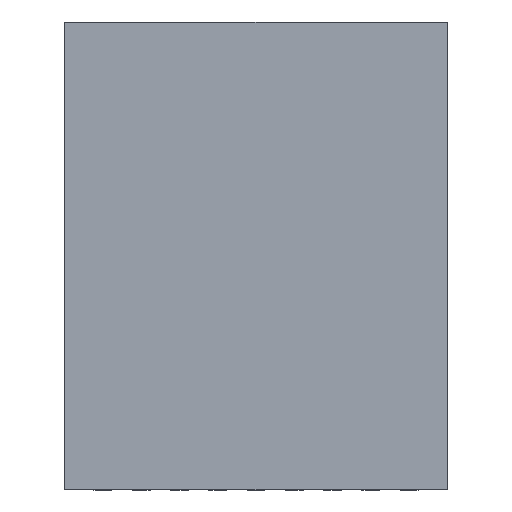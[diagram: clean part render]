
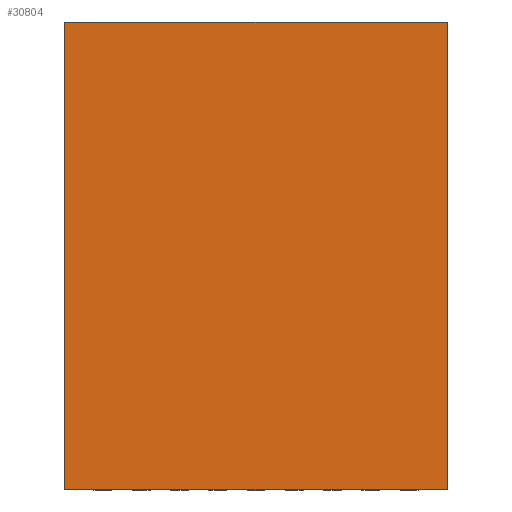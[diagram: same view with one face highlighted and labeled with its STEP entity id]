
A CAD part, top view. The second image highlights one B-rep face of the part: STEP entity #30804.
In plain terms, the highlighted face is planar.
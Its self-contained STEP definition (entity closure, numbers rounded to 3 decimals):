
#24171=DIRECTION('',(1.,0.,0.));
#24172=VECTOR('',#24171,9.);
#24173=CARTESIAN_POINT('',(-4.5,2.875,5.5));
#24174=LINE('',#24173,#24172);
#24178=DIRECTION('',(0.,0.,1.));
#24179=VECTOR('',#24178,11.);
#24180=CARTESIAN_POINT('',(-4.5,2.875,-5.5));
#24181=LINE('',#24180,#24179);
#24185=DIRECTION('',(-1.,0.,0.));
#24186=VECTOR('',#24185,9.);
#24187=CARTESIAN_POINT('',(4.5,2.875,-5.5));
#24188=LINE('',#24187,#24186);
#24192=DIRECTION('',(0.,0.,-1.));
#24193=VECTOR('',#24192,11.);
#24194=CARTESIAN_POINT('',(4.5,2.875,5.5));
#24195=LINE('',#24194,#24193);
#26684=CARTESIAN_POINT('',(-4.5,2.875,5.5));
#26685=CARTESIAN_POINT('',(4.5,2.875,5.5));
#26686=VERTEX_POINT('',#26684);
#26687=VERTEX_POINT('',#26685);
#26688=CARTESIAN_POINT('',(4.5,2.875,-5.5));
#26689=VERTEX_POINT('',#26688);
#26690=CARTESIAN_POINT('',(-4.5,2.875,-5.5));
#26691=VERTEX_POINT('',#26690);
#30791=CARTESIAN_POINT('',(0.,2.875,0.));
#30792=DIRECTION('',(0.,1.,0.));
#30793=DIRECTION('',(1.,0.,0.));
#30794=AXIS2_PLACEMENT_3D('',#30791,#30792,#30793);
#30795=PLANE('',#30794);
#30797=ORIENTED_EDGE('',*,*,#30796,.F.);
#30798=ORIENTED_EDGE('',*,*,#30619,.F.);
#30799=ORIENTED_EDGE('',*,*,#29195,.F.);
#30801=ORIENTED_EDGE('',*,*,#30800,.F.);
#30802=EDGE_LOOP('',(#30797,#30798,#30799,#30801));
#30803=FACE_OUTER_BOUND('',#30802,.F.);
#29195=EDGE_CURVE('',#26689,#26691,#24188,.T.);
#30619=EDGE_CURVE('',#26691,#26686,#24181,.T.);
#30796=EDGE_CURVE('',#26686,#26687,#24174,.T.);
#30800=EDGE_CURVE('',#26687,#26689,#24195,.T.);
#30804=ADVANCED_FACE('',(#30803),#30795,.T.);
